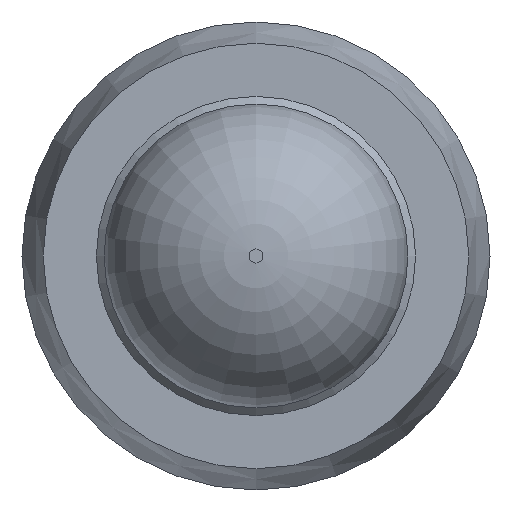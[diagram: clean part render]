
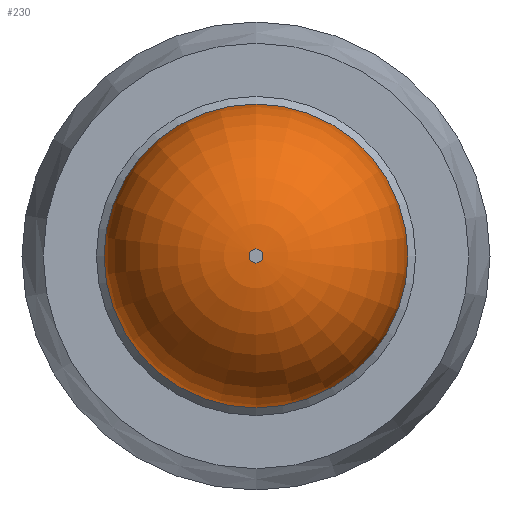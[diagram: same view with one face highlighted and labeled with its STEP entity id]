
A CAD part, left-side view. The second image highlights one B-rep face of the part: STEP entity #230.
In plain terms, the highlighted toroidal (fillet/blend) face has major radius 0.013 mm and minor radius 0.241 mm.
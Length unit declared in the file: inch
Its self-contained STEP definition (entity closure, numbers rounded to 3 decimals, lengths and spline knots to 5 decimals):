
#16 = CIRCLE ( 'NONE', #463, 0.0005 ) ;
#45 = EDGE_LOOP ( 'NONE', ( #457 ) ) ;
#63 = ORIENTED_EDGE ( 'NONE', *, *, #130, .F. ) ;
#104 = CARTESIAN_POINT ( 'NONE',  ( -0.437, 0., 0. ) ) ;
#105 = DIRECTION ( 'NONE',  ( 0., 0., -1. ) ) ;
#130 = EDGE_CURVE ( 'NONE', #320, #320, #16, .T. ) ;
#158 = FACE_OUTER_BOUND ( 'NONE', #203, .T. ) ;
#160 = CARTESIAN_POINT ( 'NONE',  ( -0.4275, 0., -0.01 ) ) ;
#175 = EDGE_CURVE ( 'NONE', #281, #281, #425, .T. ) ;
#176 = DIRECTION ( 'NONE',  ( 1., 0., 0. ) ) ;
#177 = DIRECTION ( 'NONE',  ( -1., 0., 0. ) ) ;
#203 = EDGE_LOOP ( 'NONE', ( #63 ) ) ;
#216 = AXIS2_PLACEMENT_3D ( 'NONE', #461, #176, #417 ) ;
#230 = ADVANCED_FACE ( 'NONE', ( #402, #158 ), #391, .T. ) ;
#260 = AXIS2_PLACEMENT_3D ( 'NONE', #454, #311, #105 ) ;
#277 = DIRECTION ( 'NONE',  ( 0., 0., -1. ) ) ;
#281 = VERTEX_POINT ( 'NONE', #160 ) ;
#311 = DIRECTION ( 'NONE',  ( 1., 0., 0. ) ) ;
#320 = VERTEX_POINT ( 'NONE', #400 ) ;
#391 = TOROIDAL_SURFACE ( 'NONE', #260, 0.0005, 0.0095 ) ;
#400 = CARTESIAN_POINT ( 'NONE',  ( -0.437, 0., -0.0005 ) ) ;
#402 = FACE_OUTER_BOUND ( 'NONE', #45, .T. ) ;
#417 = DIRECTION ( 'NONE',  ( 0., 0., -1. ) ) ;
#425 = CIRCLE ( 'NONE', #216, 0.01 ) ;
#454 = CARTESIAN_POINT ( 'NONE',  ( -0.4275, 0., 0. ) ) ;
#457 = ORIENTED_EDGE ( 'NONE', *, *, #175, .F. ) ;
#461 = CARTESIAN_POINT ( 'NONE',  ( -0.4275, 0., 0. ) ) ;
#463 = AXIS2_PLACEMENT_3D ( 'NONE', #104, #177, #277 ) ;
